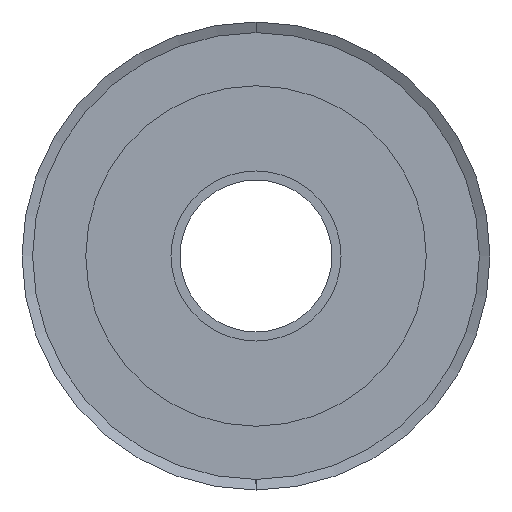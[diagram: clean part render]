
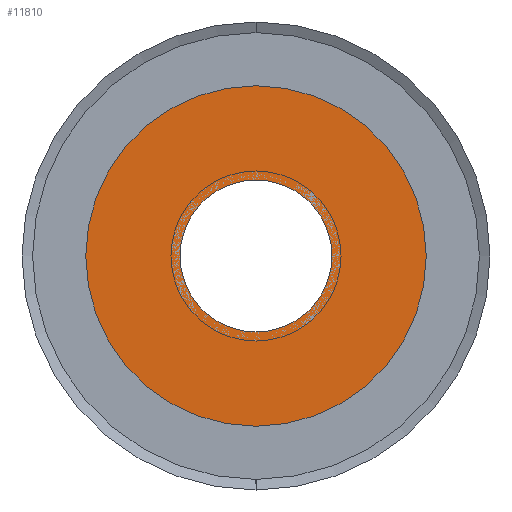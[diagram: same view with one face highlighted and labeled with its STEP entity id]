
A CAD part, left-side view. The second image highlights one B-rep face of the part: STEP entity #11810.
In plain terms, the highlighted planar face has unit normal (-1, 0, 0).
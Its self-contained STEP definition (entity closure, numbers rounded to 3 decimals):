
#38=FACE_BOUND('',#969,.T.);
#136=PLANE('',#14141);
#549=FACE_OUTER_BOUND('',#968,.T.);
#968=EDGE_LOOP('',(#11094));
#969=EDGE_LOOP('',(#11095));
#2109=CIRCLE('',#14137,7.144);
#2110=CIRCLE('',#14139,16.);
#6587=VERTEX_POINT('',#23246);
#6588=VERTEX_POINT('',#23249);
#8837=EDGE_CURVE('',#6587,#6587,#2109,.T.);
#8838=EDGE_CURVE('',#6588,#6588,#2110,.T.);
#11094=ORIENTED_EDGE('',*,*,#8838,.T.);
#11095=ORIENTED_EDGE('',*,*,#8837,.T.);
#11810=ADVANCED_FACE('',(#549,#38),#136,.T.);
#14137=AXIS2_PLACEMENT_3D('',#23247,#18328,#18329);
#14139=AXIS2_PLACEMENT_3D('',#23250,#18332,#18333);
#14141=AXIS2_PLACEMENT_3D('',#23253,#18336,#18337);
#18328=DIRECTION('center_axis',(1.,0.,0.));
#18329=DIRECTION('ref_axis',(0.,0.,1.));
#18332=DIRECTION('center_axis',(-1.,0.,0.));
#18333=DIRECTION('ref_axis',(0.,0.,1.));
#18336=DIRECTION('center_axis',(-1.,0.,0.));
#18337=DIRECTION('ref_axis',(0.,0.,1.));
#23246=CARTESIAN_POINT('',(-3.4,0.,-7.144));
#23247=CARTESIAN_POINT('Origin',(-3.4,0.,0.));
#23249=CARTESIAN_POINT('',(-3.4,0.,-16.));
#23250=CARTESIAN_POINT('Origin',(-3.4,0.,0.));
#23253=CARTESIAN_POINT('Origin',(-3.4,0.,0.));
